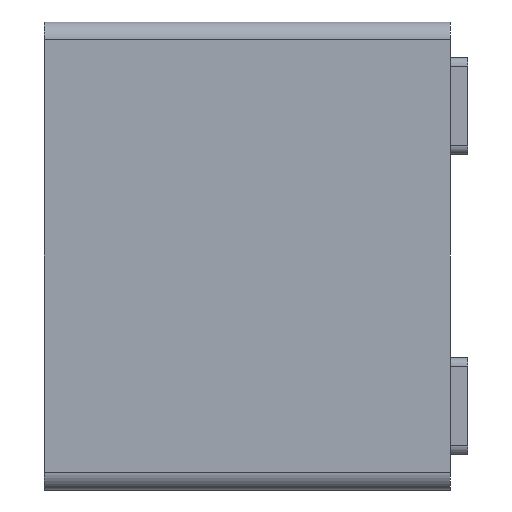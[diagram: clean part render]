
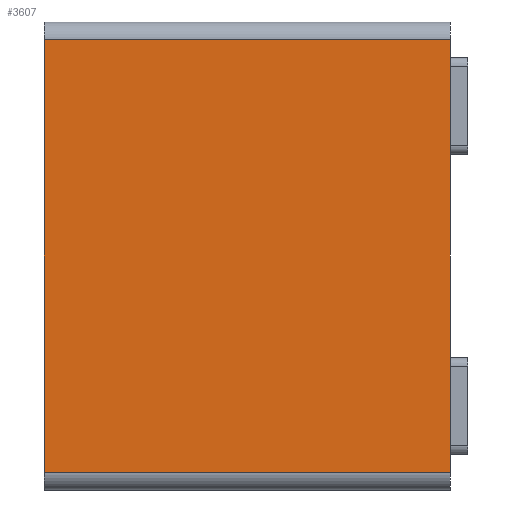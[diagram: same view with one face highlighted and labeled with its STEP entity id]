
A CAD part, left-side view. The second image highlights one B-rep face of the part: STEP entity #3607.
In plain terms, the highlighted planar face has unit normal (-1, 0, 0).
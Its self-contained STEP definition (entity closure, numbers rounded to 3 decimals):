
#105 = EDGE_CURVE ( 'NONE', #2077, #4245, #2739, .T. ) ;
#255 = AXIS2_PLACEMENT_3D ( 'NONE', #5542, #4242, #2091 ) ;
#276 = ORIENTED_EDGE ( 'NONE', *, *, #105, .F. ) ;
#615 = ORIENTED_EDGE ( 'NONE', *, *, #4669, .T. ) ;
#1147 = CARTESIAN_POINT ( 'NONE',  ( -2.75, -4.6, 2.65 ) ) ;
#1153 = DIRECTION ( 'NONE',  ( 0., 1., 0. ) ) ;
#1359 = VECTOR ( 'NONE', #2420, 1000. ) ;
#1385 = CARTESIAN_POINT ( 'NONE',  ( -2.75, -4.6, -2.45 ) ) ;
#1511 = VERTEX_POINT ( 'NONE', #5599 ) ;
#1889 = LINE ( 'NONE', #1385, #2639 ) ;
#2003 = EDGE_CURVE ( 'NONE', #1511, #3284, #3336, .T. ) ;
#2077 = VERTEX_POINT ( 'NONE', #4743 ) ;
#2091 = DIRECTION ( 'NONE',  ( 0., 0., 1. ) ) ;
#2140 = EDGE_LOOP ( 'NONE', ( #276, #3157, #3430, #615 ) ) ;
#2420 = DIRECTION ( 'NONE',  ( 0., 0., 1. ) ) ;
#2500 = PLANE ( 'NONE',  #255 ) ;
#2506 = VECTOR ( 'NONE', #1153, 1000. ) ;
#2639 = VECTOR ( 'NONE', #2702, 1000. ) ;
#2702 = DIRECTION ( 'NONE',  ( 0., -1., 0. ) ) ;
#2739 = LINE ( 'NONE', #4802, #4851 ) ;
#3157 = ORIENTED_EDGE ( 'NONE', *, *, #5165, .T. ) ;
#3284 = VERTEX_POINT ( 'NONE', #5491 ) ;
#3336 = LINE ( 'NONE', #1147, #1359 ) ;
#3430 = ORIENTED_EDGE ( 'NONE', *, *, #2003, .T. ) ;
#3467 = DIRECTION ( 'NONE',  ( 0., 0., 1. ) ) ;
#3607 = ADVANCED_FACE ( 'NONE', ( #3795 ), #2500, .T. ) ;
#3795 = FACE_OUTER_BOUND ( 'NONE', #2140, .T. ) ;
#4242 = DIRECTION ( 'NONE',  ( -1., 0., 0. ) ) ;
#4245 = VERTEX_POINT ( 'NONE', #4754 ) ;
#4538 = LINE ( 'NONE', #5610, #2506 ) ;
#4669 = EDGE_CURVE ( 'NONE', #3284, #4245, #4538, .T. ) ;
#4743 = CARTESIAN_POINT ( 'NONE',  ( -2.75, 0., -2.45 ) ) ;
#4754 = CARTESIAN_POINT ( 'NONE',  ( -2.75, 0., 2.45 ) ) ;
#4802 = CARTESIAN_POINT ( 'NONE',  ( -2.75, 0., 2.65 ) ) ;
#4851 = VECTOR ( 'NONE', #3467, 1000. ) ;
#5165 = EDGE_CURVE ( 'NONE', #2077, #1511, #1889, .T. ) ;
#5491 = CARTESIAN_POINT ( 'NONE',  ( -2.75, -4.6, 2.45 ) ) ;
#5542 = CARTESIAN_POINT ( 'NONE',  ( -2.75, -4.6, 2.65 ) ) ;
#5599 = CARTESIAN_POINT ( 'NONE',  ( -2.75, -4.6, -2.45 ) ) ;
#5610 = CARTESIAN_POINT ( 'NONE',  ( -2.75, -4.6, 2.45 ) ) ;
